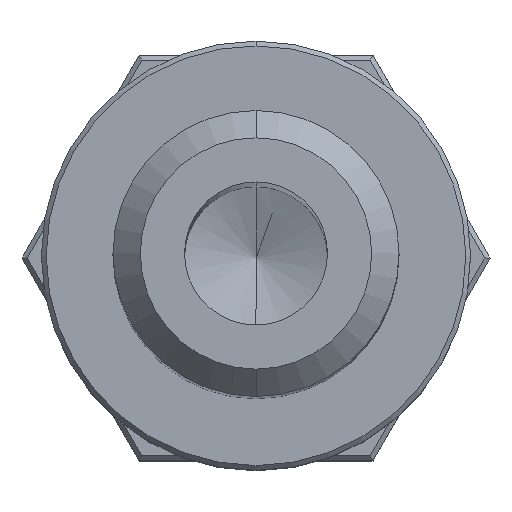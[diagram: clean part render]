
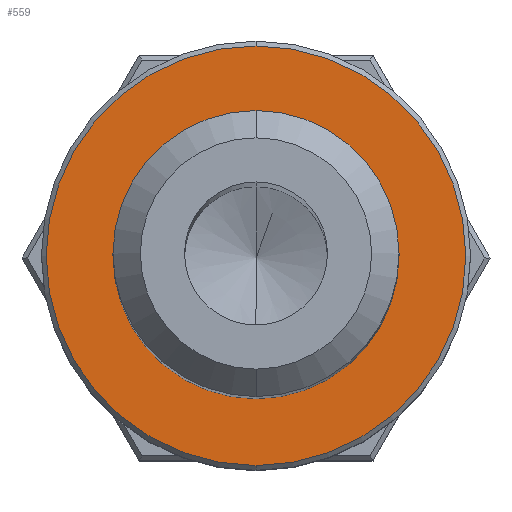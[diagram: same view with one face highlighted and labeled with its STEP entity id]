
A CAD part, top view. The second image highlights one B-rep face of the part: STEP entity #559.
In plain terms, the highlighted planar face has unit normal (0, 0, 1).
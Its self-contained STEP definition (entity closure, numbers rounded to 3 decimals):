
#289=VERTEX_POINT('NONE',#798);
#305=VERTEX_POINT('NONE',#815);
#323=VERTEX_POINT('NONE',#834);
#333=EDGE_CURVE('NONE',#565,#289,#844,.T.);
#383=EDGE_CURVE('NONE',#323,#305,#904,.T.);
#387=EDGE_CURVE('NONE',#289,#565,#908,.T.);
#437=EDGE_CURVE('NONE',#305,#323,#962,.T.);
#559=ADVANCED_FACE('NONE',(#1099,#1100),#1101,.T.);
#565=VERTEX_POINT('NONE',#1107);
#798=CARTESIAN_POINT('',(0.,-6.,-55.0));
#815=CARTESIAN_POINT('',(0.0,-8.8,-55.));
#834=CARTESIAN_POINT('',(0.,8.8,-55.));
#844=CIRCLE('',#1472,6.);
#904=CIRCLE('',#1553,8.8);
#908=CIRCLE('',#1560,6.);
#962=CIRCLE('',#1669,8.8);
#1099=FACE_OUTER_BOUND('',#1903,.T.);
#1100=FACE_BOUND('',#1904,.T.);
#1101=PLANE('',#1905);
#1107=CARTESIAN_POINT('',(0.0,6.,-55.0));
#1472=AXIS2_PLACEMENT_3D('',#2397,#2398,#2399);
#1553=AXIS2_PLACEMENT_3D('',#2494,#2495,#2496);
#1560=AXIS2_PLACEMENT_3D('',#2498,#2499,#2500);
#1669=AXIS2_PLACEMENT_3D('',#2552,#2553,#2554);
#1903=EDGE_LOOP('',(#2705,#2706));
#1904=EDGE_LOOP('',(#2707,#2708));
#1905=AXIS2_PLACEMENT_3D('',#2709,#2710,#2711);
#2397=CARTESIAN_POINT('',(0.0,0.,-55.0));
#2398=DIRECTION('',(0.0,0.,1.0));
#2399=DIRECTION('',(0.0,1.0,0.));
#2494=CARTESIAN_POINT('',(0.0,0.,-55.0));
#2495=DIRECTION('',(0.0,0.,1.0));
#2496=DIRECTION('',(0.0,1.0,0.));
#2498=CARTESIAN_POINT('',(0.0,0.,-55.0));
#2499=DIRECTION('',(0.0,0.,1.0));
#2500=DIRECTION('',(0.0,1.0,0.));
#2552=CARTESIAN_POINT('',(0.0,0.,-55.0));
#2553=DIRECTION('',(0.0,0.,1.0));
#2554=DIRECTION('',(0.0,1.0,0.));
#2705=ORIENTED_EDGE('',*,*,#437,.T.);
#2706=ORIENTED_EDGE('',*,*,#383,.T.);
#2707=ORIENTED_EDGE('',*,*,#333,.F.);
#2708=ORIENTED_EDGE('',*,*,#387,.F.);
#2709=CARTESIAN_POINT('',(-6.,0.,-55.0));
#2710=DIRECTION('',(0.0,0.,1.0));
#2711=DIRECTION('',(-1.0,0.0,0.0));
